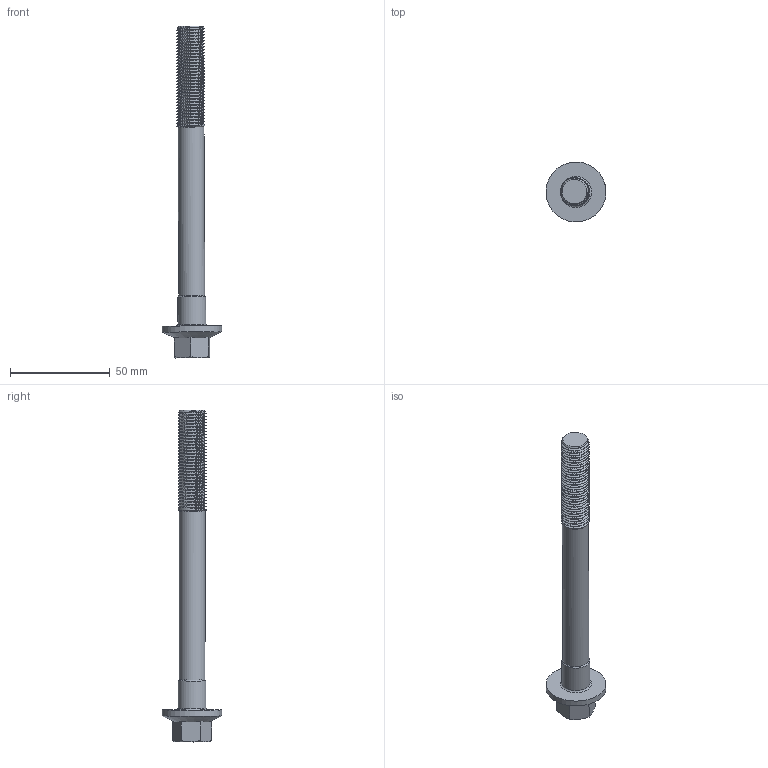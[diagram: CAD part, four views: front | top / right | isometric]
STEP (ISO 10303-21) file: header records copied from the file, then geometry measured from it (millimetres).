
FILE_DESCRIPTION(/* description */ (''),/* implementation_level */ '2;1');
FILE_NAME(/* name */ '35.stp',/* time_stamp */ '2024-07-02T16:08:38+08:00',/* author */ (''),/* organization */ (''),/* preprocessor_version */ 'ST-DEVELOPER v16.7',/* originating_system */ 'SIEMENS PLM Software NX 1946',/* authorisation */ '');
FILE_SCHEMA (('AUTOMOTIVE_DESIGN { 1 0 10303 214 3 1 1 1 }'));
Length unit declared in the file: millimetre
Products named in the file (1): zhenA0B01562mmm9
Bounding box: 29.95 x 29.94 x 166.07 mm (x, y, z)
Volume: 26273.3 mm3; surface area: 9750.2 mm2
Topology: 1 solids, 1 shells, 30 faces, 69 edges, 42 vertices
Faces by surface type: cone 11, plane 11, cylinder 5, bspline 2, torus 1
Full cylindrical faces by diameter (mm): 13 x1, 14 x1, 30 x1
Entity records: 5002 total; most frequent: CARTESIAN_POINT 4408, ORIENTED_EDGE 112, DIRECTION 103, EDGE_CURVE 56, AXIS2_PLACEMENT_3D 44, EDGE_LOOP 38, VERTEX_POINT 38, ADVANCED_FACE 29
